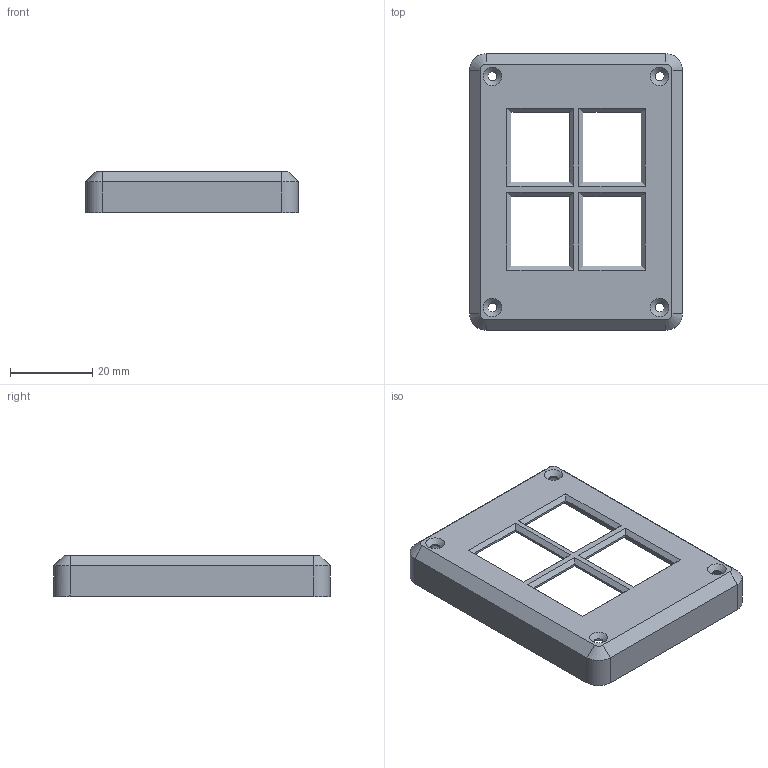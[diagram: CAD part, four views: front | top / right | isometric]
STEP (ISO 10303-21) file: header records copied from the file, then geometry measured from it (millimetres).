
FILE_DESCRIPTION(/* description */ (''),/* implementation_level */ '2;1');
FILE_NAME(/* name */ 'Macro Keyboard Aluminium Top.step',/* time_stamp */ '2023-07-12T21:53:27+12:00',/* author */ (''),/* organization */ (''),/* preprocessor_version */ 'ST-DEVELOPER v19.2',/* originating_system */ 'Autodesk Translation Framework v12.6.0.85',/* authorisation */ '');
FILE_SCHEMA (('AUTOMOTIVE_DESIGN { 1 0 10303 214 3 1 1 }'));
Length unit declared in the file: millimetre
Products named in the file (1): Macro Keyboard Microswitch
Bounding box: 51.7 x 67.24 x 10 mm (x, y, z)
Volume: 6747.8 mm3; surface area: 9032.6 mm2
Topology: 1 solids, 1 shells, 69 faces, 170 edges, 104 vertices
Faces by surface type: plane 47, cylinder 12, cone 8, bspline 2
Full cylindrical faces by diameter (mm): 2.2 x4
Entity records: 2102 total; most frequent: CARTESIAN_POINT 386, ORIENTED_EDGE 340, DIRECTION 334, EDGE_CURVE 170, LINE 134, VECTOR 134, VERTEX_POINT 104, AXIS2_PLACEMENT_3D 100
